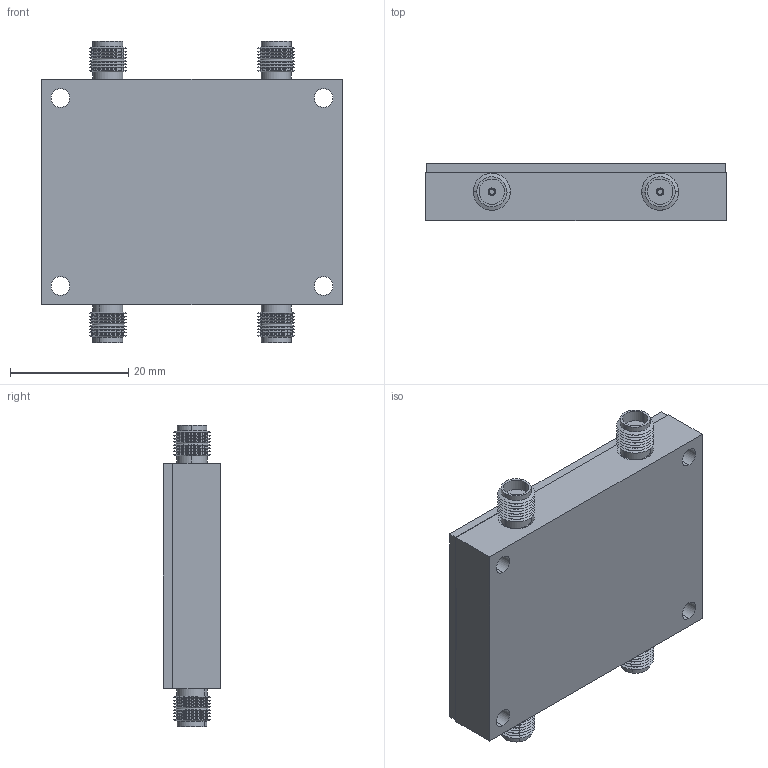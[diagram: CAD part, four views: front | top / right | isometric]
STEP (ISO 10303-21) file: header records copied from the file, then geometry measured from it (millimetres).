
FILE_DESCRIPTION (( 'STEP AP214' ), '1' );
FILE_NAME ('HS 507_E.STEP', '2022-08-02T17:17:26', ( '' ), ( '' ), 'SwSTEP 2.0', 'SolidWorks 2021', '' );
FILE_SCHEMA (( 'AUTOMOTIVE_DESIGN' ));
Length unit declared in the file: inch
Products named in the file (1): HS 507_E
Bounding box: 50.8 x 9.65 x 50.9 mm (x, y, z)
Volume: 18797.9 mm3; surface area: 12241.8 mm2
Topology: 14 solids, 14 shells, 948 faces, 2424 edges, 1544 vertices
Faces by surface type: cylinder 531, plane 241, cone 144, bspline 32
Entity records: 35931 total; most frequent: CARTESIAN_POINT 6989, DIRECTION 5344, ORIENTED_EDGE 4848, EDGE_CURVE 2424, AXIS2_PLACEMENT_3D 2075, VERTEX_POINT 1544, VECTOR 1194, LINE 1194
